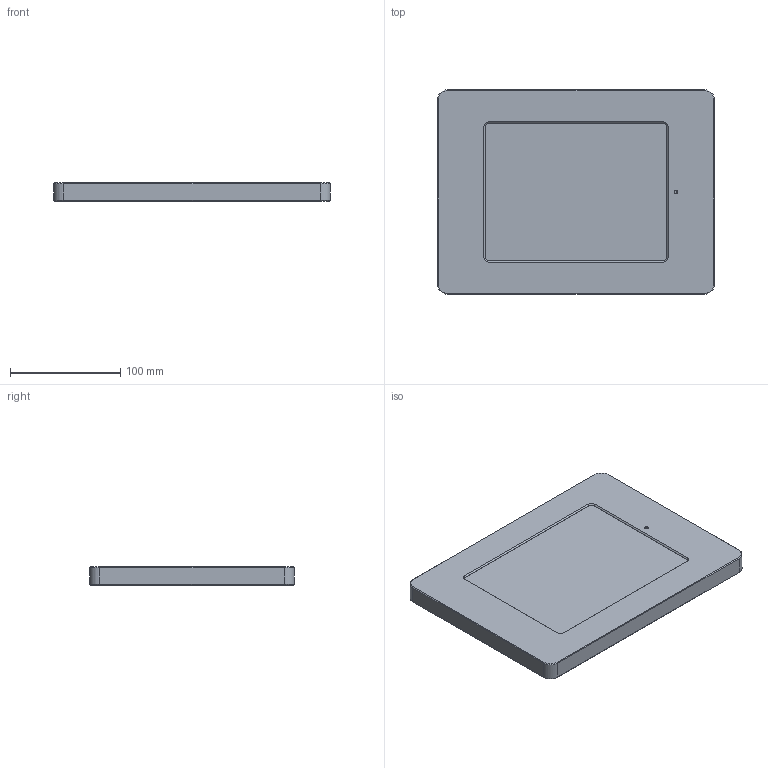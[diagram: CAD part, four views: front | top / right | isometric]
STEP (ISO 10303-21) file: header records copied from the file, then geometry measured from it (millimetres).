
FILE_DESCRIPTION(/* description */ (''),/* implementation_level */ '2;1');
FILE_NAME(/* name */ 'VB_VESA_MINI_HBC.stp',/* time_stamp */ '2019-08-28T18:28:55-04:00',/* author */ ('NickC'),/* organization */ (''),/* preprocessor_version */ 'ST-DEVELOPER v17',/* originating_system */ 'Autodesk Inventor 2019',/* authorisation */ '');
FILE_SCHEMA (('AUTOMOTIVE_DESIGN { 1 0 10303 214 3 1 1 }'));
Length unit declared in the file: inch
Products named in the file (1): Part4
Bounding box: 250.9 x 185.5 x 16.89 mm (x, y, z)
Volume: 748385.5 mm3; surface area: 110086.7 mm2
Topology: 1 solids, 12 shells, 765 faces, 1927 edges, 1268 vertices
Faces by surface type: plane 509, cone 114, cylinder 100, bspline 42
Full cylindrical faces by diameter (mm): 2.438 x30, 3.251 x4, 3.306 x14, 4.166 x7, 4.496 x7, 38.1 x1
Entity records: 26219 total; most frequent: CARTESIAN_POINT 7656, ORIENTED_EDGE 3854, DIRECTION 3407, EDGE_CURVE 1927, LINE 1301, VECTOR 1301, VERTEX_POINT 1268, AXIS2_PLACEMENT_3D 1053
